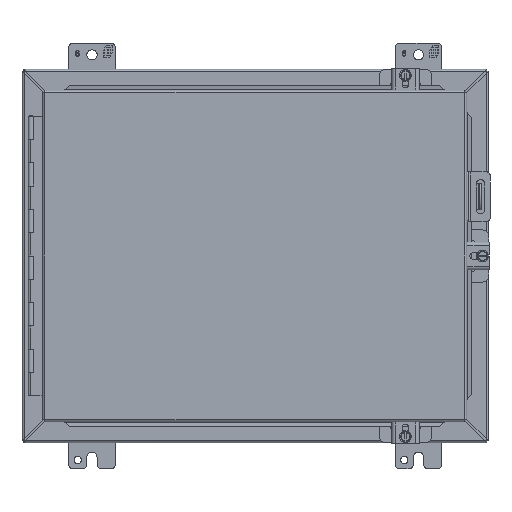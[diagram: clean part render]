
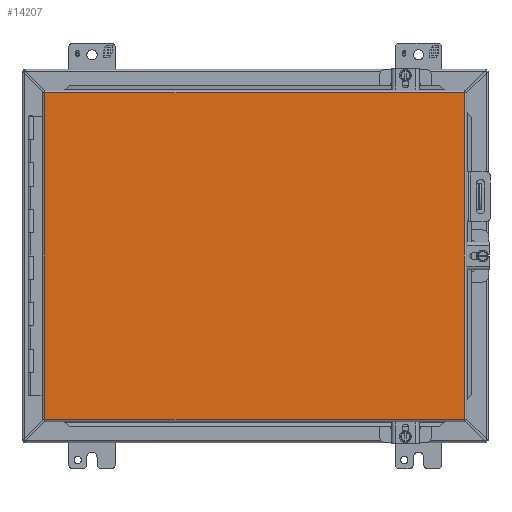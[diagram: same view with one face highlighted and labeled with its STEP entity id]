
A CAD part, front view. The second image highlights one B-rep face of the part: STEP entity #14207.
In plain terms, the highlighted planar face has unit normal (0, -1, 0).
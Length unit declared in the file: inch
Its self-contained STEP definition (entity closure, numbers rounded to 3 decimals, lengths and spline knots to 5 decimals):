
#771 = EDGE_CURVE ( 'NONE', #25159, #38829, #7892, .T. ) ;
#1812 = CARTESIAN_POINT ( 'NONE',  ( 8.955, -7.21, 6.9945 ) ) ;
#2086 = DIRECTION ( 'NONE',  ( 1., 0., 0. ) ) ;
#3286 = CARTESIAN_POINT ( 'NONE',  ( 8.955, -7.21, 6.9945 ) ) ;
#3301 = EDGE_CURVE ( 'NONE', #12179, #35261, #6256, .T. ) ;
#3759 = CARTESIAN_POINT ( 'NONE',  ( -9.017, -7.21, -6.9945 ) ) ;
#5773 = AXIS2_PLACEMENT_3D ( 'NONE', #3759, #29041, #38824 ) ;
#6256 = LINE ( 'NONE', #3286, #16815 ) ;
#7892 = LINE ( 'NONE', #40613, #19133 ) ;
#10621 = CARTESIAN_POINT ( 'NONE',  ( 8.955, -7.21, -6.9945 ) ) ;
#11907 = DIRECTION ( 'NONE',  ( 0., 0., 1. ) ) ;
#12179 = VERTEX_POINT ( 'NONE', #1812 ) ;
#12676 = EDGE_LOOP ( 'NONE', ( #20091, #21529, #16534, #13799 ) ) ;
#13799 = ORIENTED_EDGE ( 'NONE', *, *, #26981, .F. ) ;
#14207 = ADVANCED_FACE ( 'NONE', ( #35425 ), #35856, .T. ) ;
#14631 = CARTESIAN_POINT ( 'NONE',  ( -9.017, -7.21, 6.9945 ) ) ;
#16534 = ORIENTED_EDGE ( 'NONE', *, *, #771, .F. ) ;
#16815 = VECTOR ( 'NONE', #32175, 39.37008 ) ;
#17803 = LINE ( 'NONE', #14631, #17996 ) ;
#17996 = VECTOR ( 'NONE', #2086, 39.37008 ) ;
#19133 = VECTOR ( 'NONE', #11907, 39.37008 ) ;
#19981 = VECTOR ( 'NONE', #40650, 39.37008 ) ;
#20091 = ORIENTED_EDGE ( 'NONE', *, *, #3301, .F. ) ;
#20375 = CARTESIAN_POINT ( 'NONE',  ( -9.017, -7.21, 6.9945 ) ) ;
#21529 = ORIENTED_EDGE ( 'NONE', *, *, #41933, .F. ) ;
#24165 = CARTESIAN_POINT ( 'NONE',  ( -9.017, -7.21, -6.9945 ) ) ;
#25159 = VERTEX_POINT ( 'NONE', #24165 ) ;
#26981 = EDGE_CURVE ( 'NONE', #35261, #25159, #39810, .T. ) ;
#27672 = CARTESIAN_POINT ( 'NONE',  ( 8.955, -7.21, -6.9945 ) ) ;
#29041 = DIRECTION ( 'NONE',  ( 0., -1., 0. ) ) ;
#32175 = DIRECTION ( 'NONE',  ( 0., 0., -1. ) ) ;
#35261 = VERTEX_POINT ( 'NONE', #10621 ) ;
#35425 = FACE_OUTER_BOUND ( 'NONE', #12676, .T. ) ;
#35856 = PLANE ( 'NONE',  #5773 ) ;
#38824 = DIRECTION ( 'NONE',  ( 0., 0., -1. ) ) ;
#38829 = VERTEX_POINT ( 'NONE', #20375 ) ;
#39810 = LINE ( 'NONE', #27672, #19981 ) ;
#40613 = CARTESIAN_POINT ( 'NONE',  ( -9.017, -7.21, -6.9945 ) ) ;
#40650 = DIRECTION ( 'NONE',  ( -1., 0., 0. ) ) ;
#41933 = EDGE_CURVE ( 'NONE', #38829, #12179, #17803, .T. ) ;
